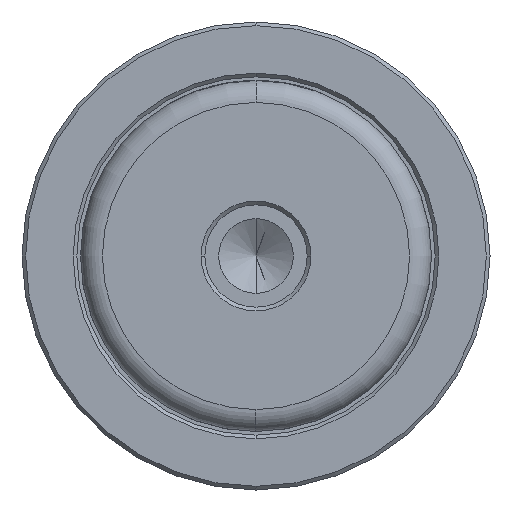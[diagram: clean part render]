
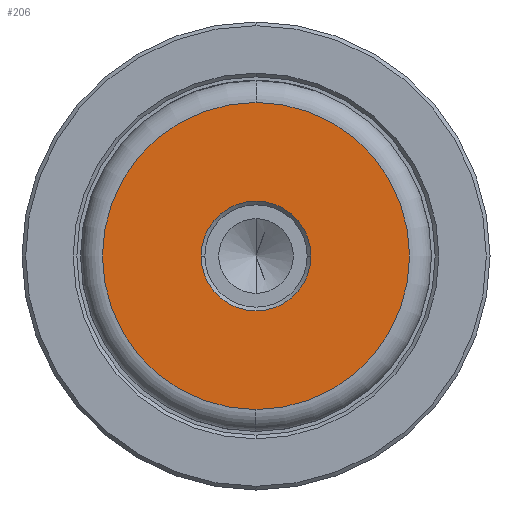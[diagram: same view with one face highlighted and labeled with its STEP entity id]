
A CAD part, left-side view. The second image highlights one B-rep face of the part: STEP entity #206.
In plain terms, the highlighted planar face has unit normal (-1, 0, 0).
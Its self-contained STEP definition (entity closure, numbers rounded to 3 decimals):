
#10 = DIRECTION ( 'NONE',  ( 0., 0., 1. ) ) ;
#112 = DIRECTION ( 'NONE',  ( -1., 0., 0. ) ) ;
#130 = CARTESIAN_POINT ( 'NONE',  ( 0., 0., 0. ) ) ;
#206 = ADVANCED_FACE ( 'NONE', ( #969, #2106 ), #2300, .T. ) ;
#283 = CARTESIAN_POINT ( 'NONE',  ( 0., 0., 0. ) ) ;
#321 = DIRECTION ( 'NONE',  ( 0., 0., 1. ) ) ;
#332 = AXIS2_PLACEMENT_3D ( 'NONE', #1092, #2421, #1274 ) ;
#337 = CIRCLE ( 'NONE', #1929, 20.997 ) ;
#356 = VERTEX_POINT ( 'NONE', #2033 ) ;
#385 = CARTESIAN_POINT ( 'NONE',  ( 0., 0., 20.997 ) ) ;
#477 = DIRECTION ( 'NONE',  ( 0., 0., 1. ) ) ;
#500 = CARTESIAN_POINT ( 'NONE',  ( 0., 7.5, 0. ) ) ;
#555 = CARTESIAN_POINT ( 'NONE',  ( 0., 0., -20.997 ) ) ;
#627 = EDGE_CURVE ( 'NONE', #1430, #2455, #337, .T. ) ;
#671 = ORIENTED_EDGE ( 'NONE', *, *, #1951, .T. ) ;
#914 = EDGE_LOOP ( 'NONE', ( #2068, #1199 ) ) ;
#969 = FACE_BOUND ( 'NONE', #2436, .T. ) ;
#985 = CIRCLE ( 'NONE', #332, 7.5 ) ;
#999 = CIRCLE ( 'NONE', #1549, 20.997 ) ;
#1092 = CARTESIAN_POINT ( 'NONE',  ( 0., 0., 0. ) ) ;
#1127 = EDGE_CURVE ( 'NONE', #2455, #1430, #999, .T. ) ;
#1158 = DIRECTION ( 'NONE',  ( -1., 0., 0. ) ) ;
#1199 = ORIENTED_EDGE ( 'NONE', *, *, #627, .T. ) ;
#1204 = VERTEX_POINT ( 'NONE', #500 ) ;
#1227 = AXIS2_PLACEMENT_3D ( 'NONE', #130, #1459, #321 ) ;
#1238 = ORIENTED_EDGE ( 'NONE', *, *, #2095, .T. ) ;
#1252 = CARTESIAN_POINT ( 'NONE',  ( 0., 0., 0. ) ) ;
#1274 = DIRECTION ( 'NONE',  ( 0., 0., 1. ) ) ;
#1335 = AXIS2_PLACEMENT_3D ( 'NONE', #1906, #1158, #10 ) ;
#1430 = VERTEX_POINT ( 'NONE', #555 ) ;
#1439 = DIRECTION ( 'NONE',  ( 0., 0., 1. ) ) ;
#1459 = DIRECTION ( 'NONE',  ( 1., 0., 0. ) ) ;
#1549 = AXIS2_PLACEMENT_3D ( 'NONE', #1252, #112, #1439 ) ;
#1612 = DIRECTION ( 'NONE',  ( -1., 0., 0. ) ) ;
#1751 = CIRCLE ( 'NONE', #1227, 7.5 ) ;
#1906 = CARTESIAN_POINT ( 'NONE',  ( 0., 0., 0. ) ) ;
#1929 = AXIS2_PLACEMENT_3D ( 'NONE', #283, #1612, #477 ) ;
#1951 = EDGE_CURVE ( 'NONE', #1204, #356, #985, .T. ) ;
#2033 = CARTESIAN_POINT ( 'NONE',  ( 0., -7.5, 0. ) ) ;
#2068 = ORIENTED_EDGE ( 'NONE', *, *, #1127, .T. ) ;
#2095 = EDGE_CURVE ( 'NONE', #356, #1204, #1751, .T. ) ;
#2106 = FACE_OUTER_BOUND ( 'NONE', #914, .T. ) ;
#2300 = PLANE ( 'NONE',  #1335 ) ;
#2421 = DIRECTION ( 'NONE',  ( 1., 0., 0. ) ) ;
#2436 = EDGE_LOOP ( 'NONE', ( #1238, #671 ) ) ;
#2455 = VERTEX_POINT ( 'NONE', #385 ) ;
